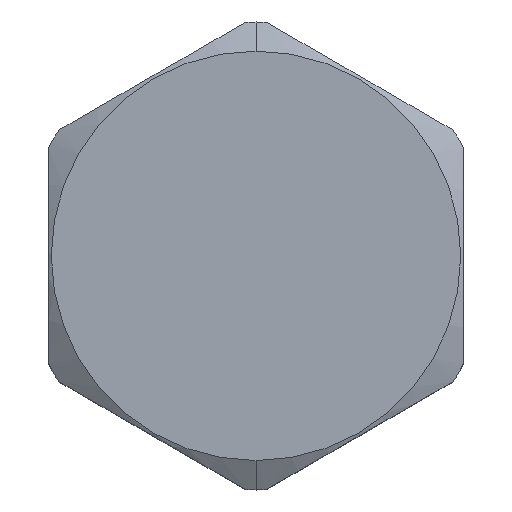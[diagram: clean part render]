
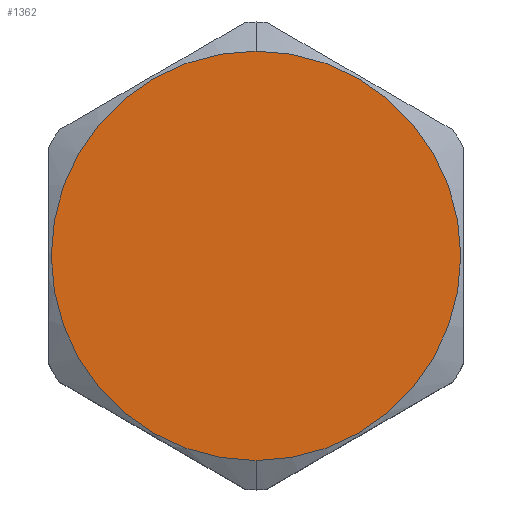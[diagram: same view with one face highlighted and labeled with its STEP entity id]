
A CAD part, top view. The second image highlights one B-rep face of the part: STEP entity #1362.
In plain terms, the highlighted planar face has unit normal (0, 0, 1).
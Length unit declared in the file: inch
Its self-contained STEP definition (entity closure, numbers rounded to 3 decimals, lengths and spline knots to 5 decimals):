
#503=CARTESIAN_POINT('',(0.,0.,0.687));
#504=DIRECTION('',(0.,0.,1.));
#505=DIRECTION('',(0.,-1.,0.));
#506=AXIS2_PLACEMENT_3D('',#503,#504,#505);
#508=CARTESIAN_POINT('',(0.,0.,0.687));
#509=DIRECTION('',(0.,0.,1.));
#510=DIRECTION('',(0.,1.,0.));
#511=AXIS2_PLACEMENT_3D('',#508,#509,#510);
#723=CARTESIAN_POINT('',(0.,-0.555,0.687));
#724=CARTESIAN_POINT('',(0.,0.555,0.687));
#725=VERTEX_POINT('',#723);
#726=VERTEX_POINT('',#724);
#1353=CARTESIAN_POINT('',(0.,0.,0.687));
#1354=DIRECTION('',(0.,0.,1.));
#1355=DIRECTION('',(0.,1.,0.));
#1356=AXIS2_PLACEMENT_3D('',#1353,#1354,#1355);
#1357=PLANE('',#1356);
#1358=ORIENTED_EDGE('',*,*,#1186,.F.);
#1359=ORIENTED_EDGE('',*,*,#1344,.F.);
#1360=EDGE_LOOP('',(#1358,#1359));
#1361=FACE_OUTER_BOUND('',#1360,.F.);
#1362=ADVANCED_FACE('',(#1361),#1357,.T.);
#507=CIRCLE('',#506,0.555);
#512=CIRCLE('',#511,0.555);
#1186=EDGE_CURVE('',#725,#726,#507,.T.);
#1344=EDGE_CURVE('',#726,#725,#512,.T.);
